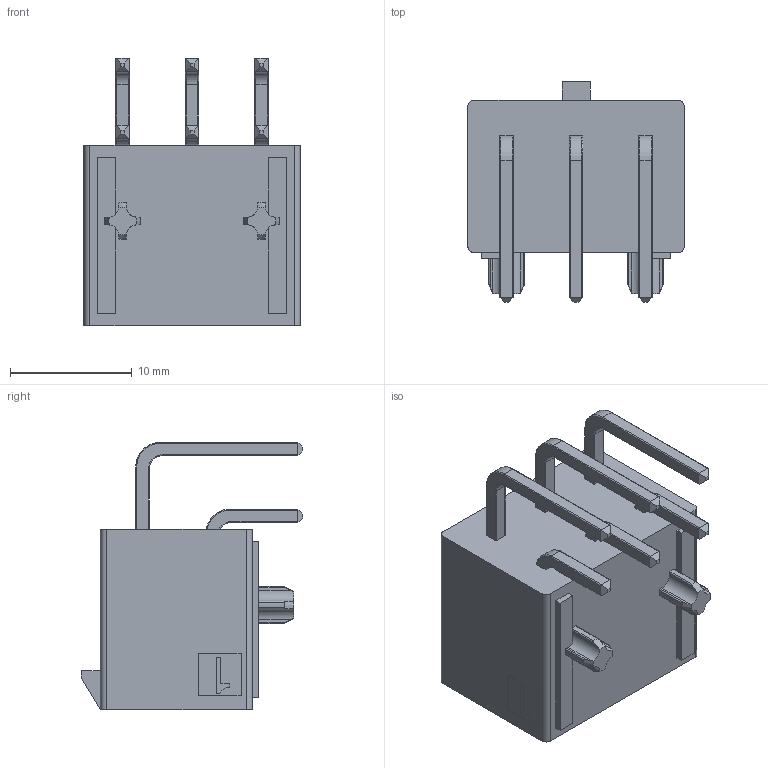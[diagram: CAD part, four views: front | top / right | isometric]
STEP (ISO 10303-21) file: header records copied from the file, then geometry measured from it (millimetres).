
FILE_DESCRIPTION((''),'2;1');
FILE_NAME('1720640006','2013-12-23T',('me'),(''),'PRO/ENGINEER BY PARAMETRIC TECHNOLOGY CORPORATION, 2011490','PRO/ENGINEER BY PARAMETRIC TECHNOLOGY CORPORATION, 2011490','');
FILE_SCHEMA(('CONFIG_CONTROL_DESIGN'));
Length unit declared in the file: millimetre
Products named in the file (1): 1720640006
Bounding box: 17.76 x 18.13 x 21.96 mm (x, y, z)
Volume: 1775.7 mm3; surface area: 3249.7 mm2
Topology: 1 solids, 1 shells, 452 faces, 1233 edges, 808 vertices
Faces by surface type: plane 306, cylinder 108, torus 24, cone 8, extrusion 6
Entity records: 14557 total; most frequent: CARTESIAN_POINT 3263, ORIENTED_EDGE 2434, DIRECTION 2155, EDGE_CURVE 1217, VECTOR 861, LINE 855, VERTEX_POINT 792, AXIS2_PLACEMENT_3D 647
